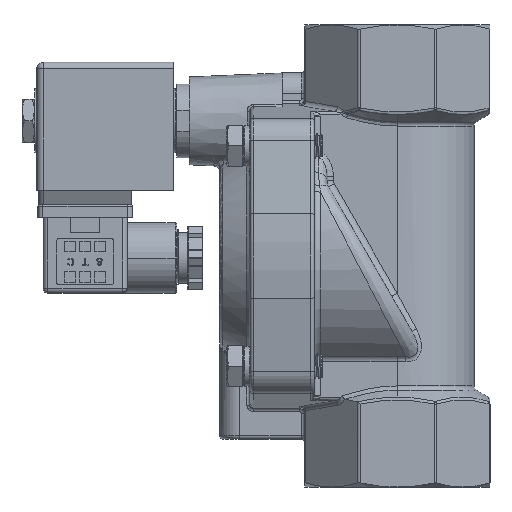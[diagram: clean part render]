
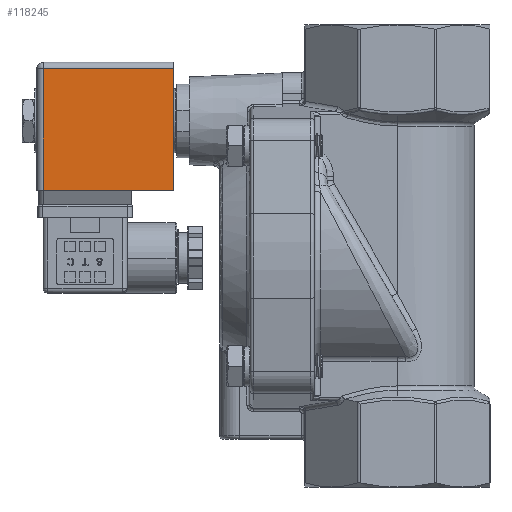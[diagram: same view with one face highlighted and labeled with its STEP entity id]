
A CAD part, left-side view. The second image highlights one B-rep face of the part: STEP entity #118245.
In plain terms, the highlighted planar face has unit normal (-1, 0, 0).
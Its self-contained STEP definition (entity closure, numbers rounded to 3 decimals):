
#893 = VERTEX_POINT ( 'NONE', #137056 ) ;
#2535 = VERTEX_POINT ( 'NONE', #135665 ) ;
#4429 = LINE ( 'NONE', #47306, #29806 ) ;
#9478 = VECTOR ( 'NONE', #14556, 1000. ) ;
#12703 = VERTEX_POINT ( 'NONE', #40167 ) ;
#14556 = DIRECTION ( 'NONE',  ( 0., 1., 0. ) ) ;
#18690 = ORIENTED_EDGE ( 'NONE', *, *, #35730, .T. ) ;
#20346 = VECTOR ( 'NONE', #87920, 1000. ) ;
#29806 = VECTOR ( 'NONE', #69107, 1000. ) ;
#35730 = EDGE_CURVE ( 'NONE', #2535, #42015, #52559, .T. ) ;
#36900 = LINE ( 'NONE', #137696, #94457 ) ;
#40167 = CARTESIAN_POINT ( 'NONE',  ( -17.925, 0.5, 16.32 ) ) ;
#42015 = VERTEX_POINT ( 'NONE', #116480 ) ;
#47306 = CARTESIAN_POINT ( 'NONE',  ( -17.925, 0.5, -21.68 ) ) ;
#52559 = LINE ( 'NONE', #98807, #20346 ) ;
#55316 = DIRECTION ( 'NONE',  ( -1., 0., 0. ) ) ;
#58630 = DIRECTION ( 'NONE',  ( 0., 0., -1. ) ) ;
#63657 = EDGE_CURVE ( 'NONE', #893, #2535, #36900, .T. ) ;
#65768 = PLANE ( 'NONE',  #71386 ) ;
#67245 = LINE ( 'NONE', #90372, #9478 ) ;
#69107 = DIRECTION ( 'NONE',  ( 0., 0., 1. ) ) ;
#71386 = AXIS2_PLACEMENT_3D ( 'NONE', #120253, #55316, #131194 ) ;
#87920 = DIRECTION ( 'NONE',  ( 0., -1., 0. ) ) ;
#90372 = CARTESIAN_POINT ( 'NONE',  ( -17.925, 0.5, 16.32 ) ) ;
#91927 = ORIENTED_EDGE ( 'NONE', *, *, #63657, .T. ) ;
#94457 = VECTOR ( 'NONE', #58630, 1000. ) ;
#98807 = CARTESIAN_POINT ( 'NONE',  ( -17.925, 0.5, -21.68 ) ) ;
#112493 = ORIENTED_EDGE ( 'NONE', *, *, #119477, .T. ) ;
#116480 = CARTESIAN_POINT ( 'NONE',  ( -17.925, 0.5, -21.68 ) ) ;
#118245 = ADVANCED_FACE ( 'NONE', ( #132174 ), #65768, .T. ) ;
#119477 = EDGE_CURVE ( 'NONE', #42015, #12703, #4429, .T. ) ;
#120253 = CARTESIAN_POINT ( 'NONE',  ( -17.925, 0.5, -21.68 ) ) ;
#124317 = EDGE_CURVE ( 'NONE', #12703, #893, #67245, .T. ) ;
#130108 = ORIENTED_EDGE ( 'NONE', *, *, #124317, .T. ) ;
#131194 = DIRECTION ( 'NONE',  ( 0., 0., 1. ) ) ;
#131837 = EDGE_LOOP ( 'NONE', ( #18690, #112493, #130108, #91927 ) ) ;
#132174 = FACE_OUTER_BOUND ( 'NONE', #131837, .T. ) ;
#135665 = CARTESIAN_POINT ( 'NONE',  ( -17.925, 41.2, -21.68 ) ) ;
#137056 = CARTESIAN_POINT ( 'NONE',  ( -17.925, 41.2, 16.32 ) ) ;
#137696 = CARTESIAN_POINT ( 'NONE',  ( -17.925, 41.2, -21.68 ) ) ;
